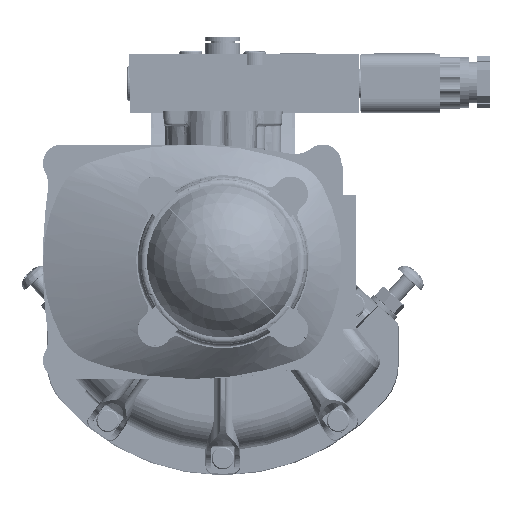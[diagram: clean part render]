
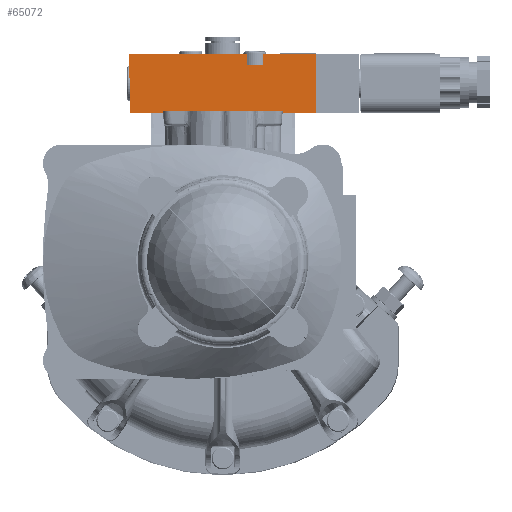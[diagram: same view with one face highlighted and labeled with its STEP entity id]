
A CAD part, top view. The second image highlights one B-rep face of the part: STEP entity #65072.
In plain terms, the highlighted face is planar.
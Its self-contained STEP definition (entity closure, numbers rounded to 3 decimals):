
#3082=LINE('',#109163,#7932);
#3086=LINE('',#109174,#7936);
#3090=LINE('',#109195,#7940);
#3091=LINE('',#109197,#7941);
#3092=LINE('',#109198,#7942);
#3093=LINE('',#109199,#7943);
#3094=LINE('',#109201,#7944);
#3095=LINE('',#109202,#7945);
#7932=VECTOR('',#77322,1000.);
#7936=VECTOR('',#77330,1000.);
#7940=VECTOR('',#77348,1000.);
#7941=VECTOR('',#77349,1000.);
#7942=VECTOR('',#77350,1000.);
#7943=VECTOR('',#77351,1000.);
#7944=VECTOR('',#77352,1000.);
#7945=VECTOR('',#77353,1000.);
#15574=FACE_OUTER_BOUND('',#19543,.T.);
#19543=EDGE_LOOP('',(#44249,#44250,#44251,#44252,#44253,#44254,#44255,#44256));
#26620=VERTEX_POINT('',#109161);
#26621=VERTEX_POINT('',#109162);
#26625=VERTEX_POINT('',#109172);
#26626=VERTEX_POINT('',#109173);
#26635=VERTEX_POINT('',#109193);
#26636=VERTEX_POINT('',#109194);
#26637=VERTEX_POINT('',#109196);
#26638=VERTEX_POINT('',#109200);
#33285=EDGE_CURVE('',#26620,#26621,#3082,.T.);
#33290=EDGE_CURVE('',#26625,#26626,#3086,.T.);
#33300=EDGE_CURVE('',#26635,#26636,#3090,.T.);
#33301=EDGE_CURVE('',#26637,#26635,#3091,.T.);
#33302=EDGE_CURVE('',#26621,#26637,#3092,.T.);
#33303=EDGE_CURVE('',#26626,#26620,#3093,.T.);
#33304=EDGE_CURVE('',#26638,#26625,#3094,.T.);
#33305=EDGE_CURVE('',#26638,#26636,#3095,.T.);
#44249=ORIENTED_EDGE('',*,*,#33300,.F.);
#44250=ORIENTED_EDGE('',*,*,#33301,.F.);
#44251=ORIENTED_EDGE('',*,*,#33302,.F.);
#44252=ORIENTED_EDGE('',*,*,#33285,.F.);
#44253=ORIENTED_EDGE('',*,*,#33303,.F.);
#44254=ORIENTED_EDGE('',*,*,#33290,.F.);
#44255=ORIENTED_EDGE('',*,*,#33304,.F.);
#44256=ORIENTED_EDGE('',*,*,#33305,.T.);
#61640=PLANE('',#69667);
#65072=ADVANCED_FACE('',(#15574),#61640,.F.);
#69667=AXIS2_PLACEMENT_3D('',#109192,#77346,#77347);
#77322=DIRECTION('',(0.,0.,1.));
#77330=DIRECTION('',(0.,0.,-1.));
#77346=DIRECTION('center_axis',(0.,-1.,0.));
#77347=DIRECTION('ref_axis',(0.,0.,
-1.));
#77348=DIRECTION('',(-1.,0.,0.));
#77349=DIRECTION('',(0.,0.,-1.));
#77350=DIRECTION('',(-1.,0.,0.));
#77351=DIRECTION('',(1.,0.,0.));
#77352=DIRECTION('',(-1.,0.,0.));
#77353=DIRECTION('',(0.,0.,-1.));
#109161=CARTESIAN_POINT('',(0.,20.,-11.));
#109162=CARTESIAN_POINT('',(0.,20.,11.));
#109163=CARTESIAN_POINT('',(0.,20.,-11.));
#109172=CARTESIAN_POINT('',(-70.,20.,11.));
#109173=CARTESIAN_POINT('',(-70.,20.,-11.));
#109174=CARTESIAN_POINT('',(-70.,20.,11.));
#109192=CARTESIAN_POINT('Origin',(-70.,20.,11.));
#109193=CARTESIAN_POINT('',(-44.,20.,7.));
#109194=CARTESIAN_POINT('',(-50.,20.,7.));
#109195=CARTESIAN_POINT('',(-44.,20.,7.));
#109196=CARTESIAN_POINT('',(-44.,20.,11.));
#109197=CARTESIAN_POINT('',(-44.,20.,11.));
#109198=CARTESIAN_POINT('',(0.,20.,11.));
#109199=CARTESIAN_POINT('',(-70.,20.,-11.));
#109200=CARTESIAN_POINT('',(-50.,20.,11.));
#109201=CARTESIAN_POINT('',(-50.,20.,11.));
#109202=CARTESIAN_POINT('',(-50.,20.,11.));
